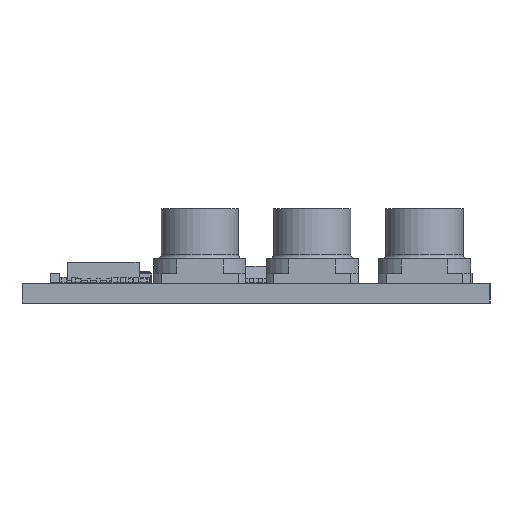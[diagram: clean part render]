
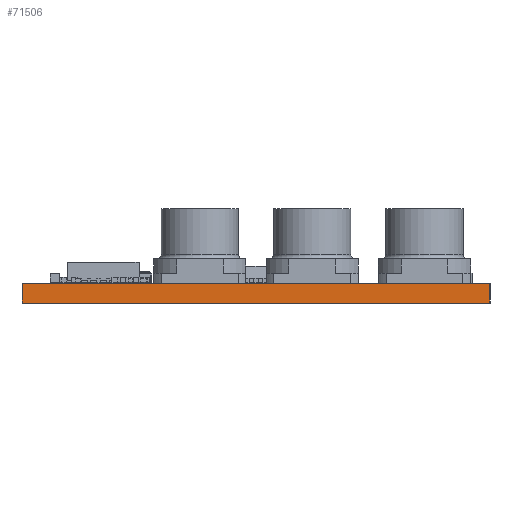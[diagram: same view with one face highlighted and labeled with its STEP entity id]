
A CAD part, left-side view. The second image highlights one B-rep face of the part: STEP entity #71506.
In plain terms, the highlighted planar face has unit normal (-1, 0, 0).
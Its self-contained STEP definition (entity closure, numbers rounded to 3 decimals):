
#64532 = PLANE('',#64533);
#64533 = AXIS2_PLACEMENT_3D('',#64534,#64535,#64536);
#64534 = CARTESIAN_POINT('',(0.,0.,
    0.));
#64535 = DIRECTION('',(0.,0.,1.));
#64536 = DIRECTION('',(1.,0.,0.));
#64588 = PLANE('',#64589);
#64589 = AXIS2_PLACEMENT_3D('',#64590,#64591,#64592);
#64590 = CARTESIAN_POINT('',(0.,0.,
    1.06));
#64591 = DIRECTION('',(0.,0.,1.));
#64592 = DIRECTION('',(1.,0.,0.));
#65620 = VERTEX_POINT('',#65621);
#65621 = CARTESIAN_POINT('',(-15.875,12.7,0.));
#65635 = PLANE('',#65636);
#65636 = AXIS2_PLACEMENT_3D('',#65637,#65638,#65639);
#65637 = CARTESIAN_POINT('',(15.875,12.7,0.));
#65638 = DIRECTION('',(0.,-1.,0.));
#65639 = DIRECTION('',(-1.,0.,0.));
#65647 = EDGE_CURVE('',#65620,#65648,#65650,.T.);
#65648 = VERTEX_POINT('',#65649);
#65649 = CARTESIAN_POINT('',(-15.875,-12.7,0.));
#65650 = SURFACE_CURVE('',#65651,(#65655,#65662),.PCURVE_S1.);
#65651 = LINE('',#65652,#65653);
#65652 = CARTESIAN_POINT('',(-15.875,12.7,0.));
#65653 = VECTOR('',#65654,1.);
#65654 = DIRECTION('',(0.,-1.,0.));
#65655 = PCURVE('',#64532,#65656);
#65656 = DEFINITIONAL_REPRESENTATION('',(#65657),#65661);
#65657 = LINE('',#65658,#65659);
#65658 = CARTESIAN_POINT('',(-15.875,12.7));
#65659 = VECTOR('',#65660,1.);
#65660 = DIRECTION('',(0.,-1.));
#65661 = ( GEOMETRIC_REPRESENTATION_CONTEXT(2) 
PARAMETRIC_REPRESENTATION_CONTEXT() REPRESENTATION_CONTEXT('2D SPACE',''
  ) );
#65662 = PCURVE('',#65663,#65668);
#65663 = PLANE('',#65664);
#65664 = AXIS2_PLACEMENT_3D('',#65665,#65666,#65667);
#65665 = CARTESIAN_POINT('',(-15.875,12.7,0.));
#65666 = DIRECTION('',(1.,0.,0.));
#65667 = DIRECTION('',(0.,-1.,0.));
#65668 = DEFINITIONAL_REPRESENTATION('',(#65669),#65673);
#65669 = LINE('',#65670,#65671);
#65670 = CARTESIAN_POINT('',(0.,0.));
#65671 = VECTOR('',#65672,1.);
#65672 = DIRECTION('',(1.,0.));
#65673 = ( GEOMETRIC_REPRESENTATION_CONTEXT(2) 
PARAMETRIC_REPRESENTATION_CONTEXT() REPRESENTATION_CONTEXT('2D SPACE',''
  ) );
#65691 = PLANE('',#65692);
#65692 = AXIS2_PLACEMENT_3D('',#65693,#65694,#65695);
#65693 = CARTESIAN_POINT('',(-15.875,-12.7,0.));
#65694 = DIRECTION('',(0.,1.,0.));
#65695 = DIRECTION('',(1.,0.,0.));
#68338 = VERTEX_POINT('',#68339);
#68339 = CARTESIAN_POINT('',(-15.875,12.7,1.06));
#68360 = EDGE_CURVE('',#68338,#68361,#68363,.T.);
#68361 = VERTEX_POINT('',#68362);
#68362 = CARTESIAN_POINT('',(-15.875,-12.7,1.06));
#68363 = SURFACE_CURVE('',#68364,(#68368,#68375),.PCURVE_S1.);
#68364 = LINE('',#68365,#68366);
#68365 = CARTESIAN_POINT('',(-15.875,12.7,1.06));
#68366 = VECTOR('',#68367,1.);
#68367 = DIRECTION('',(0.,-1.,0.));
#68368 = PCURVE('',#64588,#68369);
#68369 = DEFINITIONAL_REPRESENTATION('',(#68370),#68374);
#68370 = LINE('',#68371,#68372);
#68371 = CARTESIAN_POINT('',(-15.875,12.7));
#68372 = VECTOR('',#68373,1.);
#68373 = DIRECTION('',(0.,-1.));
#68374 = ( GEOMETRIC_REPRESENTATION_CONTEXT(2) 
PARAMETRIC_REPRESENTATION_CONTEXT() REPRESENTATION_CONTEXT('2D SPACE',''
  ) );
#68375 = PCURVE('',#65663,#68376);
#68376 = DEFINITIONAL_REPRESENTATION('',(#68377),#68381);
#68377 = LINE('',#68378,#68379);
#68378 = CARTESIAN_POINT('',(0.,-1.06));
#68379 = VECTOR('',#68380,1.);
#68380 = DIRECTION('',(1.,0.));
#68381 = ( GEOMETRIC_REPRESENTATION_CONTEXT(2) 
PARAMETRIC_REPRESENTATION_CONTEXT() REPRESENTATION_CONTEXT('2D SPACE',''
  ) );
#71460 = EDGE_CURVE('',#65648,#68361,#71461,.T.);
#71461 = SURFACE_CURVE('',#71462,(#71466,#71473),.PCURVE_S1.);
#71462 = LINE('',#71463,#71464);
#71463 = CARTESIAN_POINT('',(-15.875,-12.7,0.));
#71464 = VECTOR('',#71465,1.);
#71465 = DIRECTION('',(0.,0.,1.));
#71466 = PCURVE('',#65691,#71467);
#71467 = DEFINITIONAL_REPRESENTATION('',(#71468),#71472);
#71468 = LINE('',#71469,#71470);
#71469 = CARTESIAN_POINT('',(0.,0.));
#71470 = VECTOR('',#71471,1.);
#71471 = DIRECTION('',(0.,-1.));
#71472 = ( GEOMETRIC_REPRESENTATION_CONTEXT(2) 
PARAMETRIC_REPRESENTATION_CONTEXT() REPRESENTATION_CONTEXT('2D SPACE',''
  ) );
#71473 = PCURVE('',#65663,#71474);
#71474 = DEFINITIONAL_REPRESENTATION('',(#71475),#71479);
#71475 = LINE('',#71476,#71477);
#71476 = CARTESIAN_POINT('',(25.4,0.));
#71477 = VECTOR('',#71478,1.);
#71478 = DIRECTION('',(0.,-1.));
#71479 = ( GEOMETRIC_REPRESENTATION_CONTEXT(2) 
PARAMETRIC_REPRESENTATION_CONTEXT() REPRESENTATION_CONTEXT('2D SPACE',''
  ) );
#71506 = ADVANCED_FACE('',(#71507),#65663,.F.);
#71507 = FACE_BOUND('',#71508,.F.);
#71508 = EDGE_LOOP('',(#71509,#71530,#71531,#71532));
#71509 = ORIENTED_EDGE('',*,*,#71510,.T.);
#71510 = EDGE_CURVE('',#65620,#68338,#71511,.T.);
#71511 = SURFACE_CURVE('',#71512,(#71516,#71523),.PCURVE_S1.);
#71512 = LINE('',#71513,#71514);
#71513 = CARTESIAN_POINT('',(-15.875,12.7,0.));
#71514 = VECTOR('',#71515,1.);
#71515 = DIRECTION('',(0.,0.,1.));
#71516 = PCURVE('',#65663,#71517);
#71517 = DEFINITIONAL_REPRESENTATION('',(#71518),#71522);
#71518 = LINE('',#71519,#71520);
#71519 = CARTESIAN_POINT('',(0.,0.));
#71520 = VECTOR('',#71521,1.);
#71521 = DIRECTION('',(0.,-1.));
#71522 = ( GEOMETRIC_REPRESENTATION_CONTEXT(2) 
PARAMETRIC_REPRESENTATION_CONTEXT() REPRESENTATION_CONTEXT('2D SPACE',''
  ) );
#71523 = PCURVE('',#65635,#71524);
#71524 = DEFINITIONAL_REPRESENTATION('',(#71525),#71529);
#71525 = LINE('',#71526,#71527);
#71526 = CARTESIAN_POINT('',(31.75,0.));
#71527 = VECTOR('',#71528,1.);
#71528 = DIRECTION('',(0.,-1.));
#71529 = ( GEOMETRIC_REPRESENTATION_CONTEXT(2) 
PARAMETRIC_REPRESENTATION_CONTEXT() REPRESENTATION_CONTEXT('2D SPACE',''
  ) );
#71530 = ORIENTED_EDGE('',*,*,#68360,.T.);
#71531 = ORIENTED_EDGE('',*,*,#71460,.F.);
#71532 = ORIENTED_EDGE('',*,*,#65647,.F.);
